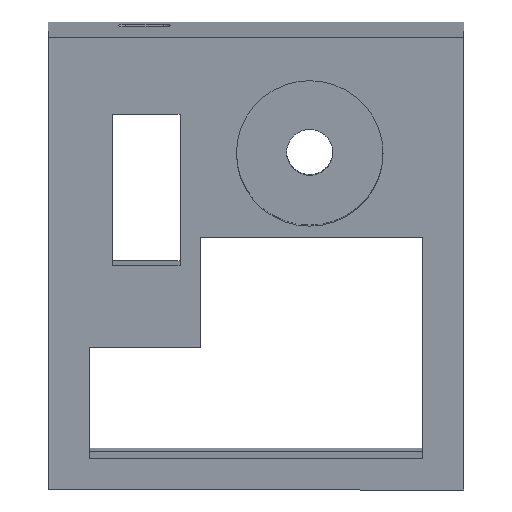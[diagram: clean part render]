
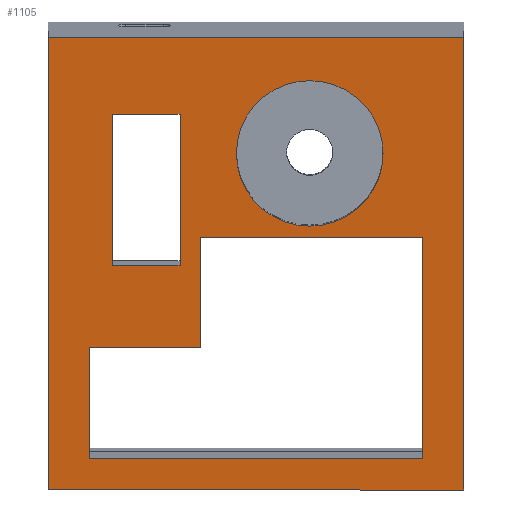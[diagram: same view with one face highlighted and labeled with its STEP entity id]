
A CAD part, top view. The second image highlights one B-rep face of the part: STEP entity #1105.
In plain terms, the highlighted planar face has unit normal (0, -0.131, 0.991).
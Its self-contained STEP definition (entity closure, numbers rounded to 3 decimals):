
#49=CIRCLE('',#1190,12.55);
#68=FACE_BOUND('',#187,.T.);
#69=FACE_BOUND('',#188,.T.);
#70=FACE_BOUND('',#189,.T.);
#113=FACE_OUTER_BOUND('',#186,.T.);
#186=EDGE_LOOP('',(#910,#911,#912,#913));
#187=EDGE_LOOP('',(#914));
#188=EDGE_LOOP('',(#915,#916,#917,#918));
#189=EDGE_LOOP('',(#919,#920,#921,#922,#923,#924));
#216=LINE('',#1546,#340);
#220=LINE('',#1555,#344);
#302=LINE('',#1767,#426);
#304=LINE('',#1771,#428);
#306=LINE('',#1775,#430);
#308=LINE('',#1778,#432);
#317=LINE('',#1797,#441);
#318=LINE('',#1798,#442);
#319=LINE('',#1801,#443);
#320=LINE('',#1803,#444);
#321=LINE('',#1805,#445);
#322=LINE('',#1807,#446);
#323=LINE('',#1809,#447);
#324=LINE('',#1810,#448);
#340=VECTOR('',#1238,10.);
#344=VECTOR('',#1244,10.);
#426=VECTOR('',#1434,10.);
#428=VECTOR('',#1438,10.);
#430=VECTOR('',#1442,10.);
#432=VECTOR('',#1446,10.);
#441=VECTOR('',#1467,10.);
#442=VECTOR('',#1468,10.);
#443=VECTOR('',#1469,10.);
#444=VECTOR('',#1470,10.);
#445=VECTOR('',#1471,10.);
#446=VECTOR('',#1472,10.);
#447=VECTOR('',#1473,10.);
#448=VECTOR('',#1474,10.);
#461=VERTEX_POINT('',#1539);
#464=VERTEX_POINT('',#1544);
#465=VERTEX_POINT('',#1548);
#468=VERTEX_POINT('',#1553);
#539=VERTEX_POINT('',#1751);
#543=VERTEX_POINT('',#1764);
#544=VERTEX_POINT('',#1766);
#545=VERTEX_POINT('',#1770);
#546=VERTEX_POINT('',#1774);
#551=VERTEX_POINT('',#1799);
#552=VERTEX_POINT('',#1800);
#553=VERTEX_POINT('',#1802);
#554=VERTEX_POINT('',#1804);
#555=VERTEX_POINT('',#1806);
#556=VERTEX_POINT('',#1808);
#564=EDGE_CURVE('',#464,#461,#216,.T.);
#568=EDGE_CURVE('',#468,#465,#220,.T.);
#667=EDGE_CURVE('',#539,#539,#49,.T.);
#674=EDGE_CURVE('',#544,#543,#302,.T.);
#676=EDGE_CURVE('',#545,#544,#304,.T.);
#678=EDGE_CURVE('',#546,#545,#306,.T.);
#680=EDGE_CURVE('',#543,#546,#308,.T.);
#689=EDGE_CURVE('',#461,#468,#317,.T.);
#690=EDGE_CURVE('',#465,#464,#318,.T.);
#691=EDGE_CURVE('',#551,#552,#319,.T.);
#692=EDGE_CURVE('',#552,#553,#320,.T.);
#693=EDGE_CURVE('',#553,#554,#321,.T.);
#694=EDGE_CURVE('',#554,#555,#322,.T.);
#695=EDGE_CURVE('',#555,#556,#323,.T.);
#696=EDGE_CURVE('',#556,#551,#324,.T.);
#910=ORIENTED_EDGE('',*,*,#689,.F.);
#911=ORIENTED_EDGE('',*,*,#564,.F.);
#912=ORIENTED_EDGE('',*,*,#690,.F.);
#913=ORIENTED_EDGE('',*,*,#568,.F.);
#914=ORIENTED_EDGE('',*,*,#667,.T.);
#915=ORIENTED_EDGE('',*,*,#678,.T.);
#916=ORIENTED_EDGE('',*,*,#676,.T.);
#917=ORIENTED_EDGE('',*,*,#674,.T.);
#918=ORIENTED_EDGE('',*,*,#680,.T.);
#919=ORIENTED_EDGE('',*,*,#691,.T.);
#920=ORIENTED_EDGE('',*,*,#692,.T.);
#921=ORIENTED_EDGE('',*,*,#693,.T.);
#922=ORIENTED_EDGE('',*,*,#694,.T.);
#923=ORIENTED_EDGE('',*,*,#695,.T.);
#924=ORIENTED_EDGE('',*,*,#696,.T.);
#1047=PLANE('',#1205);
#1105=ADVANCED_FACE('',(#113,#68,#69,#70),#1047,.T.);
#1190=AXIS2_PLACEMENT_3D('',#1752,#1417,#1418);
#1205=AXIS2_PLACEMENT_3D('',#1796,#1465,#1466);
#1238=DIRECTION('',(0.,-0.991,-0.131));
#1244=DIRECTION('',(0.,0.991,0.131));
#1417=DIRECTION('center_axis',(0.,0.131,-0.991));
#1418=DIRECTION('ref_axis',(-1.,0.,0.));
#1434=DIRECTION('',(1.,0.,0.));
#1438=DIRECTION('',(0.,0.991,0.131));
#1442=DIRECTION('',(-1.,0.,0.));
#1446=DIRECTION('',(0.,-0.991,-0.131));
#1465=DIRECTION('center_axis',(0.,-0.131,0.991));
#1466=DIRECTION('ref_axis',(1.,0.,0.));
#1467=DIRECTION('',(-1.,0.,0.));
#1468=DIRECTION('',(1.,0.,0.));
#1469=DIRECTION('',(0.,-0.991,-0.131));
#1470=DIRECTION('',(-1.,0.,0.));
#1471=DIRECTION('',(0.,0.991,0.131));
#1472=DIRECTION('',(1.,0.,0.));
#1473=DIRECTION('',(0.,0.991,0.131));
#1474=DIRECTION('',(1.,0.,0.));
#1539=CARTESIAN_POINT('',(64.15,-7.688,10.986));
#1544=CARTESIAN_POINT('',(64.15,69.7,21.174));
#1546=CARTESIAN_POINT('',(64.15,-7.688,10.986));
#1548=CARTESIAN_POINT('',(-7.,69.7,21.174));
#1553=CARTESIAN_POINT('',(-7.,-7.688,10.986));
#1555=CARTESIAN_POINT('',(-7.,69.7,21.174));
#1751=CARTESIAN_POINT('',(50.319,49.904,18.568));
#1752=CARTESIAN_POINT('Origin',(37.769,49.904,18.568));
#1764=CARTESIAN_POINT('',(15.57,56.647,19.456));
#1766=CARTESIAN_POINT('',(3.973,56.647,19.456));
#1767=CARTESIAN_POINT('',(16.274,56.647,19.456));
#1770=CARTESIAN_POINT('',(3.973,30.767,16.049));
#1771=CARTESIAN_POINT('',(3.973,30.887,16.064));
#1774=CARTESIAN_POINT('',(15.57,30.767,16.049));
#1775=CARTESIAN_POINT('',(22.073,30.767,16.049));
#1778=CARTESIAN_POINT('',(15.57,43.827,17.768));
#1796=CARTESIAN_POINT('Origin',(28.575,31.006,16.08));
#1797=CARTESIAN_POINT('',(-5.5,-7.688,10.986));
#1798=CARTESIAN_POINT('',(62.65,69.7,21.174));
#1799=CARTESIAN_POINT('',(57.15,35.539,16.677));
#1800=CARTESIAN_POINT('',(57.15,-2.235,11.704));
#1801=CARTESIAN_POINT('',(57.15,35.539,16.677));
#1802=CARTESIAN_POINT('',(0.,-2.235,11.704));
#1803=CARTESIAN_POINT('',(57.15,-2.235,11.704));
#1804=CARTESIAN_POINT('',(0.,16.702,14.197));
#1805=CARTESIAN_POINT('',(0.,-2.235,11.704));
#1806=CARTESIAN_POINT('',(19.,16.702,14.197));
#1807=CARTESIAN_POINT('',(0.,16.702,14.197));
#1808=CARTESIAN_POINT('',(19.,35.539,16.677));
#1809=CARTESIAN_POINT('',(19.,16.702,14.197));
#1810=CARTESIAN_POINT('',(19.,35.539,16.677));
